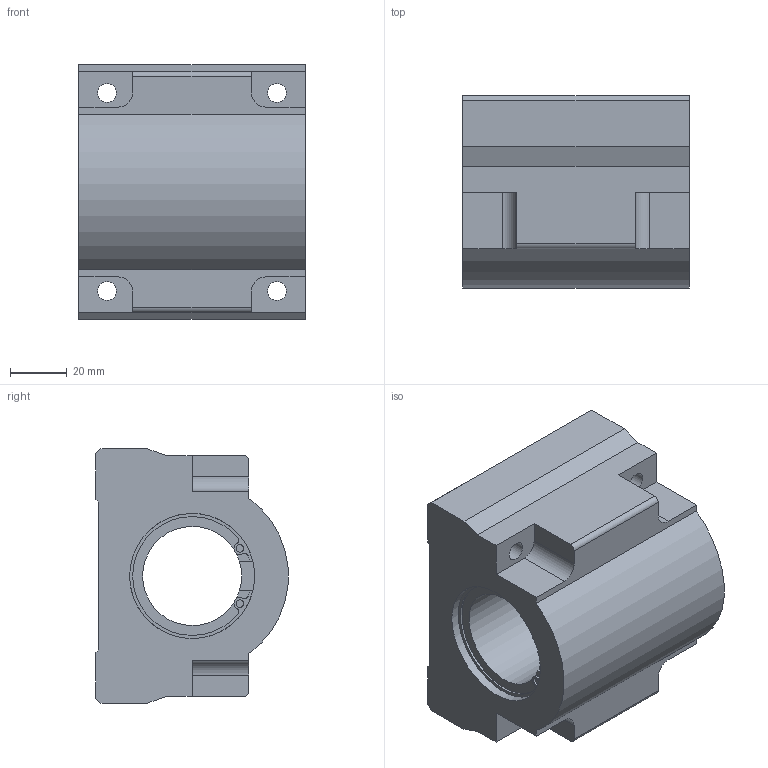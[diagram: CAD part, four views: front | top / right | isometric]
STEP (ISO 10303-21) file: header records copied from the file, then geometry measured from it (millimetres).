
FILE_DESCRIPTION( ( 'STEP AP203' ), '1' );
FILE_NAME( 'SC 35UU.stp', '2019-06-14T07:16:17', ( '' ), ( '' ), ' ', 'PARTsolutions', ' ' );
FILE_SCHEMA( ( 'CONFIG_CONTROL_DESIGN' ) );
Length unit declared in the file: millimetre
Products named in the file (1): _SC 35UU
Bounding box: 80 x 67.88 x 90 mm (x, y, z)
Volume: 310069.1 mm3; surface area: 43136.4 mm2
Topology: 1 solids, 1 shells, 99 faces, 265 edges, 172 vertices
Faces by surface type: plane 59, cylinder 36, cone 4
Full cylindrical faces by diameter (mm): 2.652 x4, 6.647 x4, 35 x1, 44.2 x2
Entity records: 3074 total; most frequent: DIRECTION 544, CARTESIAN_POINT 518, ORIENTED_EDGE 496, EDGE_CURVE 248, AXIS2_PLACEMENT_3D 196, VERTEX_POINT 170, LINE 152, VECTOR 152
